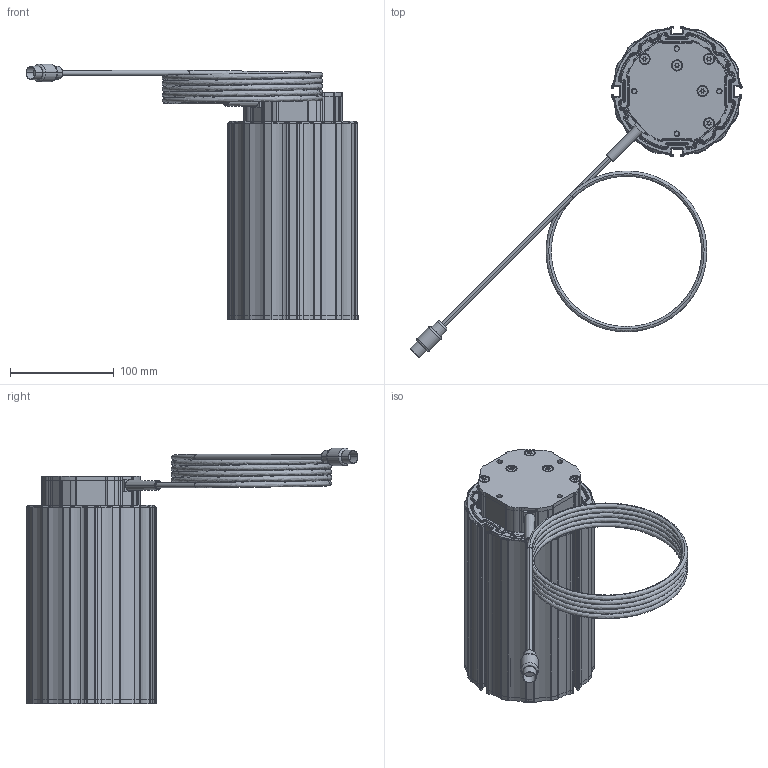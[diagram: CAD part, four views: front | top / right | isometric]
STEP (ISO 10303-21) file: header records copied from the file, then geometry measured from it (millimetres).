
FILE_DESCRIPTION (( 'STEP AP214' ), '1' );
FILE_NAME ('TR126-3 mini EB220 Hub200.STEP', '2018-01-26T08:21:47', ( '' ), ( '' ), 'SwSTEP 2.0', 'SolidWorks 2017', '' );
FILE_SCHEMA (( 'AUTOMOTIVE_DESIGN' ));
Length unit declared in the file: millimetre
Products named in the file (20): Kabel_f黵 Katalog; 34.5.006; 34.1.013_TR126-3-mini-EB220; TR126-3 mini EB220 Hub200; Senkschraube ISO 7046-1_ISO 7046-1 - M5 x 30 - Z --- 30N - St verz.; 34.0.009_STL-Teil; 34.5.004; kabeltülle; 34.1.014_TR126-3-mini-EB220; 34.0.008_STL-Teil; Senkschraube ISO 7046-1_ISO 7046-1 - M5 x 12 - Z --- 12N - St verz.; 34.0.010; Senkschraube ISO 7046-1 - M5 x 16_DIN EN ISO 7046-1 - M5 x 16 - Z - 16N - 4.8 verz.; Senkschraube ISO 7046-1_ISO 7046-1 - M4 x 30 - Z --- 30N - St verz.; 34.0.011; 34.5.003_vormontiert; 34.1.002_ohne Konus; 34.5.005; Ripp-Lock Sicherungscheibe (Nennmaß 6)-53065STZL6; 34.1.007_TR126-3-mini EB220
Assembly tree (31 placements, depth 4):
  TR126-3 mini EB220 Hub200
    34.5.003_vormontiert
      34.5.005
        34.1.013_TR126-3-mini-EB220
      34.5.004
        34.1.007_TR126-3-mini EB220
      34.5.006
        34.1.014_TR126-3-mini-EB220
    34.0.010
    34.0.011
    34.1.002_ohne Konus
    34.0.008_STL-Teil
    34.0.009_STL-Teil
    Ripp-Lock Sicherungscheibe (Nennmaß 6)-53065STZL6
    Senkschraube ISO 7046-1_ISO 7046-1 - M5 x 30 - Z --- 30N - St verz.  x7
    Senkschraube ISO 7046-1_ISO 7046-1 - M4 x 30 - Z --- 30N - St verz.  x4
    Senkschraube ISO 7046-1_ISO 7046-1 - M5 x 12 - Z --- 12N - St verz.  x4
    Senkschraube ISO 7046-1 - M5 x 16_DIN EN ISO 7046-1 - M5 x 16 - Z - 16N - 4.8 verz.
    kabeltülle
    Kabel_f黵 Katalog
Bounding box: 320.51 x 320.51 x 247 mm (x, y, z)
Volume: 897880 mm3; surface area: 608233.2 mm2
Topology: 27 solids, 27 shells, 2906 faces, 7774 edges, 4910 vertices
Faces by surface type: cylinder 1507, plane 613, torus 316, bspline 294, cone 97, sphere 79
Entity records: 94111 total; most frequent: CARTESIAN_POINT 25729, DIRECTION 14739, ORIENTED_EDGE 14436, EDGE_CURVE 7218, AXIS2_PLACEMENT_3D 5964, VERTEX_POINT 4576, CIRCLE 3542, LINE 2811
